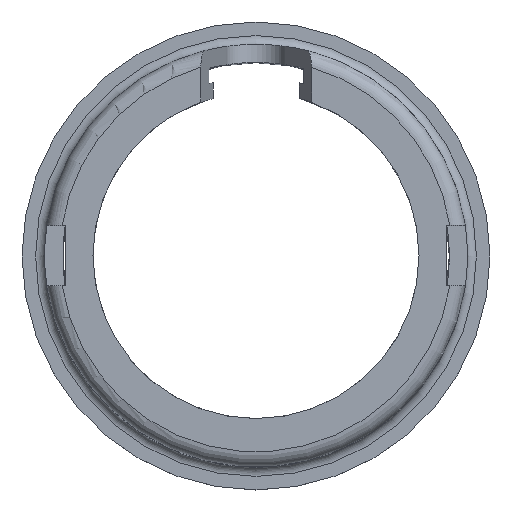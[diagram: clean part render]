
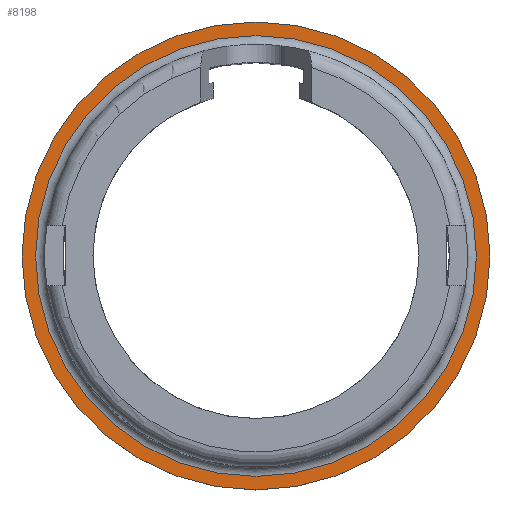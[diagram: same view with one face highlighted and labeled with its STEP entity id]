
A CAD part, top view. The second image highlights one B-rep face of the part: STEP entity #8198.
In plain terms, the highlighted planar face has unit normal (0, 0, 1).
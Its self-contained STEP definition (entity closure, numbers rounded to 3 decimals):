
#66 = TOROIDAL_SURFACE('',#67,73.,3.);
#67 = AXIS2_PLACEMENT_3D('',#68,#69,#70);
#68 = CARTESIAN_POINT('',(0.,0.,13.));
#69 = DIRECTION('',(0.,0.,1.));
#70 = DIRECTION('',(1.,0.,0.));
#6286 = VERTEX_POINT('',#6287);
#6287 = CARTESIAN_POINT('',(73.,0.,10.));
#6309 = EDGE_CURVE('',#6286,#6286,#6310,.T.);
#6310 = SURFACE_CURVE('',#6311,(#6316,#6323),.PCURVE_S1.);
#6311 = CIRCLE('',#6312,73.);
#6312 = AXIS2_PLACEMENT_3D('',#6313,#6314,#6315);
#6313 = CARTESIAN_POINT('',(0.,0.,10.));
#6314 = DIRECTION('',(0.,0.,1.));
#6315 = DIRECTION('',(1.,0.,0.));
#6316 = PCURVE('',#66,#6317);
#6317 = DEFINITIONAL_REPRESENTATION('',(#6318),#6322);
#6318 = LINE('',#6319,#6320);
#6319 = CARTESIAN_POINT('',(0.,4.712));
#6320 = VECTOR('',#6321,1.);
#6321 = DIRECTION('',(1.,0.));
#6322 = ( GEOMETRIC_REPRESENTATION_CONTEXT(2) 
PARAMETRIC_REPRESENTATION_CONTEXT() REPRESENTATION_CONTEXT('2D SPACE',''
  ) );
#6323 = PCURVE('',#6324,#6329);
#6324 = PLANE('',#6325);
#6325 = AXIS2_PLACEMENT_3D('',#6326,#6327,#6328);
#6326 = CARTESIAN_POINT('',(0.,0.,10.));
#6327 = DIRECTION('',(0.,0.,1.));
#6328 = DIRECTION('',(1.,0.,0.));
#6329 = DEFINITIONAL_REPRESENTATION('',(#6330),#6334);
#6330 = CIRCLE('',#6331,73.);
#6331 = AXIS2_PLACEMENT_2D('',#6332,#6333);
#6332 = CARTESIAN_POINT('',(0.,0.));
#6333 = DIRECTION('',(1.,0.));
#6334 = ( GEOMETRIC_REPRESENTATION_CONTEXT(2) 
PARAMETRIC_REPRESENTATION_CONTEXT() REPRESENTATION_CONTEXT('2D SPACE',''
  ) );
#8198 = ADVANCED_FACE('',(#8199,#8202),#6324,.T.);
#8199 = FACE_BOUND('',#8200,.T.);
#8200 = EDGE_LOOP('',(#8201));
#8201 = ORIENTED_EDGE('',*,*,#6309,.F.);
#8202 = FACE_BOUND('',#8203,.T.);
#8203 = EDGE_LOOP('',(#8204));
#8204 = ORIENTED_EDGE('',*,*,#8205,.T.);
#8205 = EDGE_CURVE('',#8206,#8206,#8208,.T.);
#8206 = VERTEX_POINT('',#8207);
#8207 = CARTESIAN_POINT('',(77.5,0.,10.));
#8208 = SURFACE_CURVE('',#8209,(#8214,#8221),.PCURVE_S1.);
#8209 = CIRCLE('',#8210,77.5);
#8210 = AXIS2_PLACEMENT_3D('',#8211,#8212,#8213);
#8211 = CARTESIAN_POINT('',(0.,0.,10.));
#8212 = DIRECTION('',(0.,0.,1.));
#8213 = DIRECTION('',(1.,0.,0.));
#8214 = PCURVE('',#6324,#8215);
#8215 = DEFINITIONAL_REPRESENTATION('',(#8216),#8220);
#8216 = CIRCLE('',#8217,77.5);
#8217 = AXIS2_PLACEMENT_2D('',#8218,#8219);
#8218 = CARTESIAN_POINT('',(0.,0.));
#8219 = DIRECTION('',(1.,0.));
#8220 = ( GEOMETRIC_REPRESENTATION_CONTEXT(2) 
PARAMETRIC_REPRESENTATION_CONTEXT() REPRESENTATION_CONTEXT('2D SPACE',''
  ) );
#8221 = PCURVE('',#8222,#8227);
#8222 = CYLINDRICAL_SURFACE('',#8223,77.5);
#8223 = AXIS2_PLACEMENT_3D('',#8224,#8225,#8226);
#8224 = CARTESIAN_POINT('',(0.,0.,0.));
#8225 = DIRECTION('',(0.,0.,1.));
#8226 = DIRECTION('',(1.,0.,0.));
#8227 = DEFINITIONAL_REPRESENTATION('',(#8228),#8232);
#8228 = LINE('',#8229,#8230);
#8229 = CARTESIAN_POINT('',(0.,10.));
#8230 = VECTOR('',#8231,1.);
#8231 = DIRECTION('',(1.,0.));
#8232 = ( GEOMETRIC_REPRESENTATION_CONTEXT(2) 
PARAMETRIC_REPRESENTATION_CONTEXT() REPRESENTATION_CONTEXT('2D SPACE',''
  ) );
